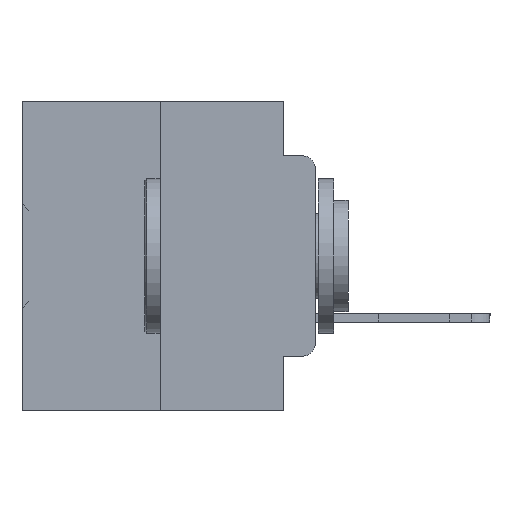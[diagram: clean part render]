
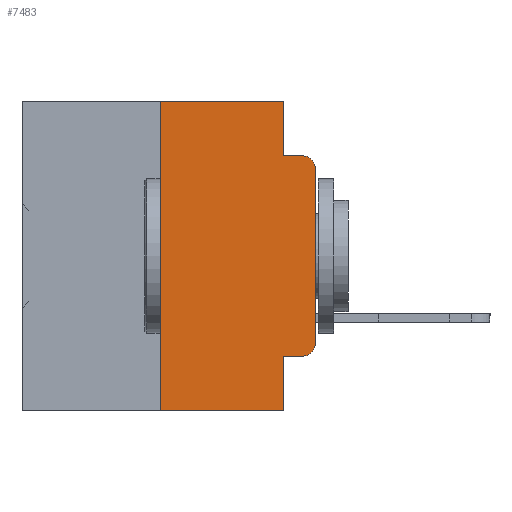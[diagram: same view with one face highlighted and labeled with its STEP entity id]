
A CAD part, left-side view. The second image highlights one B-rep face of the part: STEP entity #7483.
In plain terms, the highlighted planar face has unit normal (-1, 0, 0).
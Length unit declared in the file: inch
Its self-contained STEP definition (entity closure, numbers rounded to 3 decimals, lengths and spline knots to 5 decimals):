
#612 = LINE ( 'NONE', #16011, #16352 ) ;
#952 = VECTOR ( 'NONE', #15936, 39.37008 ) ;
#1372 = AXIS2_PLACEMENT_3D ( 'NONE', #14680, #35306, #17675 ) ;
#1439 = EDGE_CURVE ( 'NONE', #33254, #8688, #17897, .T. ) ;
#2703 = EDGE_CURVE ( 'NONE', #14234, #24765, #20622, .T. ) ;
#2793 = DIRECTION ( 'NONE',  ( 0., -1., 0. ) ) ;
#4934 = ORIENTED_EDGE ( 'NONE', *, *, #33126, .T. ) ;
#5114 = VECTOR ( 'NONE', #19258, 39.37008 ) ;
#5728 = CARTESIAN_POINT ( 'NONE',  ( 0., 0.25, -0.5 ) ) ;
#5806 = CARTESIAN_POINT ( 'NONE',  ( 0., 0.051, -0.4115 ) ) ;
#6384 = ORIENTED_EDGE ( 'NONE', *, *, #1439, .F. ) ;
#7353 = EDGE_LOOP ( 'NONE', ( #8196, #4934, #38208, #24456, #26305, #6384, #24019, #18867, #28562, #18427 ) ) ;
#7483 = ADVANCED_FACE ( 'NONE', ( #33122 ), #17340, .F. ) ;
#7697 = VERTEX_POINT ( 'NONE', #33159 ) ;
#8196 = ORIENTED_EDGE ( 'NONE', *, *, #2703, .T. ) ;
#8688 = VERTEX_POINT ( 'NONE', #17373 ) ;
#9598 = CARTESIAN_POINT ( 'NONE',  ( 0., 0.473, -0.5 ) ) ;
#9819 = VERTEX_POINT ( 'NONE', #20472 ) ;
#10336 = CARTESIAN_POINT ( 'NONE',  ( 0., 0.051, 0. ) ) ;
#10669 = DIRECTION ( 'NONE',  ( 0., 0., 1. ) ) ;
#10762 = VERTEX_POINT ( 'NONE', #18936 ) ;
#11081 = CARTESIAN_POINT ( 'NONE',  ( 0., 0.25, 0. ) ) ;
#11124 = VERTEX_POINT ( 'NONE', #14751 ) ;
#11283 = DIRECTION ( 'NONE',  ( -1., 0., 0. ) ) ;
#11389 = EDGE_CURVE ( 'NONE', #21865, #22109, #612, .T. ) ;
#11658 = DIRECTION ( 'NONE',  ( 0., 0., -1. ) ) ;
#12686 = VECTOR ( 'NONE', #25922, 39.37008 ) ;
#12727 = AXIS2_PLACEMENT_3D ( 'NONE', #28963, #11283, #31885 ) ;
#12983 = LINE ( 'NONE', #10336, #5114 ) ;
#14092 = EDGE_CURVE ( 'NONE', #10762, #14234, #27952, .T. ) ;
#14234 = VERTEX_POINT ( 'NONE', #15702 ) ;
#14680 = CARTESIAN_POINT ( 'NONE',  ( 0., 0.02, -0.3915 ) ) ;
#14751 = CARTESIAN_POINT ( 'NONE',  ( 0., 0.051, -0.4115 ) ) ;
#15659 = EDGE_CURVE ( 'NONE', #8688, #21865, #31440, .T. ) ;
#15702 = CARTESIAN_POINT ( 'NONE',  ( 0., 0., -0.3915 ) ) ;
#15936 = DIRECTION ( 'NONE',  ( 0., -1., 0. ) ) ;
#16011 = CARTESIAN_POINT ( 'NONE',  ( 0., 0.051, 0. ) ) ;
#16352 = VECTOR ( 'NONE', #33671, 39.37008 ) ;
#17340 = PLANE ( 'NONE',  #21854 ) ;
#17373 = CARTESIAN_POINT ( 'NONE',  ( 0., 0.25, 0. ) ) ;
#17675 = DIRECTION ( 'NONE',  ( 0., 0., -1. ) ) ;
#17897 = LINE ( 'NONE', #11081, #18816 ) ;
#18427 = ORIENTED_EDGE ( 'NONE', *, *, #14092, .T. ) ;
#18719 = LINE ( 'NONE', #5806, #33446 ) ;
#18747 = VECTOR ( 'NONE', #24381, 39.37008 ) ;
#18816 = VECTOR ( 'NONE', #10669, 39.37008 ) ;
#18867 = ORIENTED_EDGE ( 'NONE', *, *, #29931, .F. ) ;
#18936 = CARTESIAN_POINT ( 'NONE',  ( 0., 0.02, -0.4115 ) ) ;
#19157 = DIRECTION ( 'NONE',  ( 0., -1., 0. ) ) ;
#19258 = DIRECTION ( 'NONE',  ( 0., 0., -1. ) ) ;
#20472 = CARTESIAN_POINT ( 'NONE',  ( 0., 0.051, -0.5 ) ) ;
#20622 = LINE ( 'NONE', #26051, #12686 ) ;
#21296 = VECTOR ( 'NONE', #19157, 39.37008 ) ;
#21363 = EDGE_CURVE ( 'NONE', #22109, #7697, #31378, .T. ) ;
#21854 = AXIS2_PLACEMENT_3D ( 'NONE', #23477, #29337, #11658 ) ;
#21865 = VERTEX_POINT ( 'NONE', #36228 ) ;
#22109 = VERTEX_POINT ( 'NONE', #31433 ) ;
#23477 = CARTESIAN_POINT ( 'NONE',  ( 0., 0.473, 0. ) ) ;
#24019 = ORIENTED_EDGE ( 'NONE', *, *, #33401, .T. ) ;
#24100 = EDGE_CURVE ( 'NONE', #11124, #10762, #18719, .T. ) ;
#24381 = DIRECTION ( 'NONE',  ( 0., -1., 0. ) ) ;
#24456 = ORIENTED_EDGE ( 'NONE', *, *, #11389, .F. ) ;
#24765 = VERTEX_POINT ( 'NONE', #29753 ) ;
#25922 = DIRECTION ( 'NONE',  ( 0., 0., 1. ) ) ;
#26051 = CARTESIAN_POINT ( 'NONE',  ( 0., 0., 0. ) ) ;
#26305 = ORIENTED_EDGE ( 'NONE', *, *, #15659, .F. ) ;
#27952 = CIRCLE ( 'NONE', #1372, 0.02 ) ;
#28023 = CIRCLE ( 'NONE', #12727, 0.02 ) ;
#28562 = ORIENTED_EDGE ( 'NONE', *, *, #24100, .T. ) ;
#28963 = CARTESIAN_POINT ( 'NONE',  ( 0., 0.02, -0.1085 ) ) ;
#29337 = DIRECTION ( 'NONE',  ( 1., 0., 0. ) ) ;
#29753 = CARTESIAN_POINT ( 'NONE',  ( 0., 0., -0.1085 ) ) ;
#29931 = EDGE_CURVE ( 'NONE', #11124, #9819, #12983, .T. ) ;
#31378 = LINE ( 'NONE', #33810, #21296 ) ;
#31433 = CARTESIAN_POINT ( 'NONE',  ( 0., 0.051, -0.0885 ) ) ;
#31440 = LINE ( 'NONE', #33594, #952 ) ;
#31885 = DIRECTION ( 'NONE',  ( 0., 0., -1. ) ) ;
#33122 = FACE_OUTER_BOUND ( 'NONE', #7353, .T. ) ;
#33126 = EDGE_CURVE ( 'NONE', #24765, #7697, #28023, .T. ) ;
#33159 = CARTESIAN_POINT ( 'NONE',  ( 0., 0.02, -0.0885 ) ) ;
#33254 = VERTEX_POINT ( 'NONE', #5728 ) ;
#33401 = EDGE_CURVE ( 'NONE', #33254, #9819, #34379, .T. ) ;
#33446 = VECTOR ( 'NONE', #2793, 39.37008 ) ;
#33594 = CARTESIAN_POINT ( 'NONE',  ( 0., 0.473, 0. ) ) ;
#33671 = DIRECTION ( 'NONE',  ( 0., 0., -1. ) ) ;
#33810 = CARTESIAN_POINT ( 'NONE',  ( 0., 0.051, -0.0885 ) ) ;
#34379 = LINE ( 'NONE', #9598, #18747 ) ;
#35306 = DIRECTION ( 'NONE',  ( -1., 0., 0. ) ) ;
#36228 = CARTESIAN_POINT ( 'NONE',  ( 0., 0.051, 0. ) ) ;
#38208 = ORIENTED_EDGE ( 'NONE', *, *, #21363, .F. ) ;
